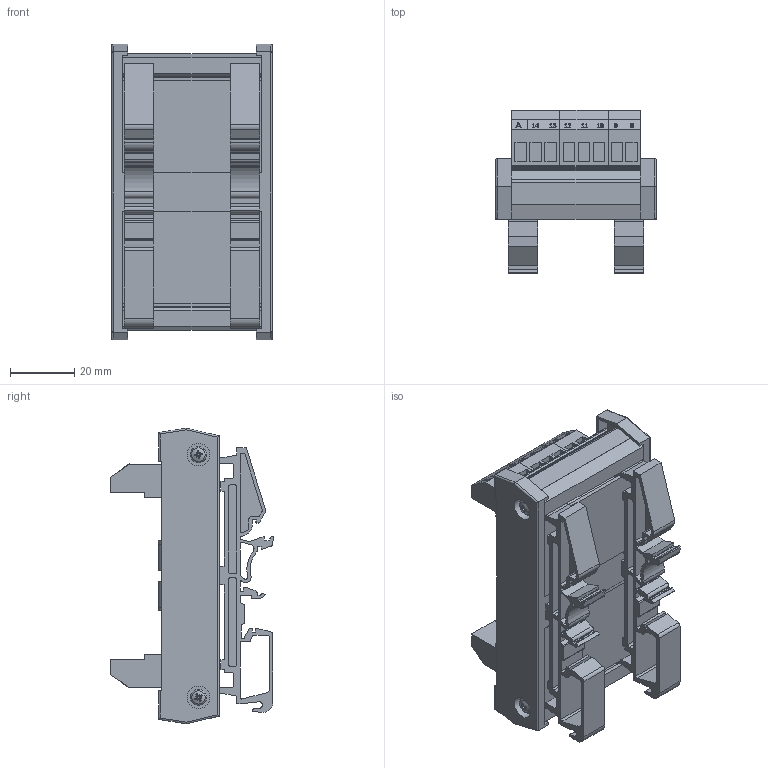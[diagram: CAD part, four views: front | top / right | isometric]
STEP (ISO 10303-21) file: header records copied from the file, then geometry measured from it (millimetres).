
FILE_DESCRIPTION((''),'2;1');
FILE_NAME('5704.3.stp','2013-12-30T11:01:12',('roland'),(''),'Autodesk Inventor 2013','Autodesk Inventor 2013','');
FILE_SCHEMA(('CONFIG_CONTROL_DESIGN'));
Length unit declared in the file: millimetre
Products named in the file (13): 5704; 14 plate; bussed filler; A Lable; BS EN ISO 7045 Z - Metric M2.5 x 10 - 4.8 - Z; BASE LEGS; BASE SIDE; 14diodes; 2 hole green; 3 hole green; diode long 3A bussed; 14 lable A 1 & 3 AMP; 14 lable B 1 & 3 AMP
Assembly tree (36 placements, depth 2):
  5704
    14 plate
    bussed filler  x2
    A Lable  x2
    BS EN ISO 7045 Z - Metric M2.5 x 10 - 4.8 - Z  x4
    BASE LEGS  x2
    BASE SIDE  x2
    14diodes
    2 hole green  x2
    3 hole green  x4
    diode long 3A bussed  x14
    14 lable A 1 & 3 AMP
    14 lable B 1 & 3 AMP
Bounding box: 50 x 50.69 x 91.98 mm (x, y, z)
Volume: 42093.6 mm3; surface area: 57614 mm2
Topology: 36 solids, 36 shells, 1712 faces, 4462 edges, 2848 vertices
Faces by surface type: plane 1006, cylinder 409, bspline 181, cone 64, sphere 32, torus 20
Full cylindrical faces by diameter (mm): 0.68 x34, 0.686 x14, 1 x48, 1.3 x16, 2.256 x4, 2.5 x4, 3.2 x4, 3.75 x16, 4.49 x14, 4.5 x14, 7 x4, 9 x4
Entity records: 32098 total; most frequent: CARTESIAN_POINT 7839, ORIENTED_EDGE 5070, DIRECTION 4375, EDGE_CURVE 2535, VERTEX_POINT 1740, VECTOR 1723, LINE 1723, AXIS2_PLACEMENT_3D 1326
